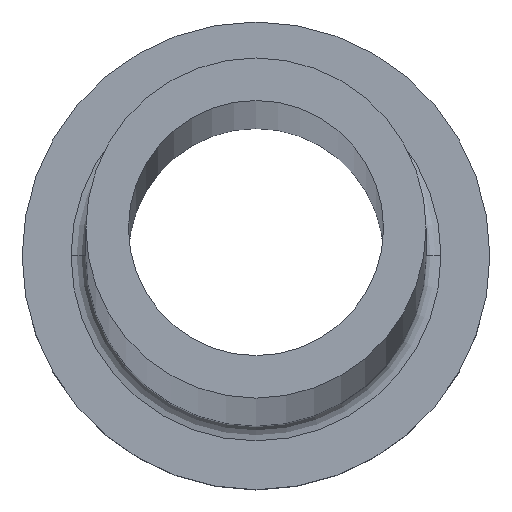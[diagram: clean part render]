
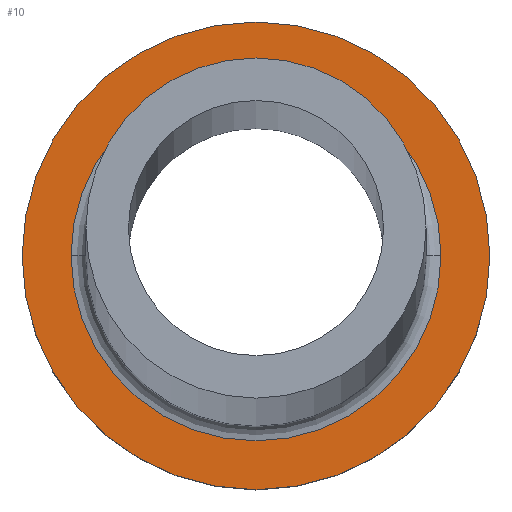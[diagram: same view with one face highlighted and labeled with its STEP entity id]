
A CAD part, top view. The second image highlights one B-rep face of the part: STEP entity #10.
In plain terms, the highlighted planar face has unit normal (0, 0, 1).
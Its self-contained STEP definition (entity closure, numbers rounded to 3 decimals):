
#1 = CIRCLE ( 'NONE', #341, 8.7 ) ;
#10 = ADVANCED_FACE ( 'NONE', ( #131, #247 ), #162, .T. ) ;
#16 = VERTEX_POINT ( 'NONE', #165 ) ;
#37 = VERTEX_POINT ( 'NONE', #100 ) ;
#39 = DIRECTION ( 'NONE',  ( 1., 0., 0. ) ) ;
#62 = ORIENTED_EDGE ( 'NONE', *, *, #186, .T. ) ;
#70 = AXIS2_PLACEMENT_3D ( 'NONE', #245, #277, #39 ) ;
#75 = VERTEX_POINT ( 'NONE', #280 ) ;
#81 = DIRECTION ( 'NONE',  ( 0., 0., -1. ) ) ;
#85 = CIRCLE ( 'NONE', #299, 11. ) ;
#91 = EDGE_CURVE ( 'NONE', #75, #16, #249, .T. ) ;
#100 = CARTESIAN_POINT ( 'NONE',  ( 8.7, 0., 7. ) ) ;
#104 = ORIENTED_EDGE ( 'NONE', *, *, #193, .T. ) ;
#124 = AXIS2_PLACEMENT_3D ( 'NONE', #283, #254, #320 ) ;
#127 = EDGE_CURVE ( 'NONE', #16, #75, #85, .T. ) ;
#131 = FACE_BOUND ( 'NONE', #335, .T. ) ;
#162 = PLANE ( 'NONE',  #70 ) ;
#165 = CARTESIAN_POINT ( 'NONE',  ( 11., 0., 7. ) ) ;
#186 = EDGE_CURVE ( 'NONE', #37, #195, #1, .T. ) ;
#192 = AXIS2_PLACEMENT_3D ( 'NONE', #231, #348, #373 ) ;
#193 = EDGE_CURVE ( 'NONE', #195, #37, #333, .T. ) ;
#195 = VERTEX_POINT ( 'NONE', #374 ) ;
#199 = CARTESIAN_POINT ( 'NONE',  ( 0., 0., 7. ) ) ;
#231 = CARTESIAN_POINT ( 'NONE',  ( 0., 0., 7. ) ) ;
#245 = CARTESIAN_POINT ( 'NONE',  ( 0., 0., 7. ) ) ;
#247 = FACE_OUTER_BOUND ( 'NONE', #340, .T. ) ;
#249 = CIRCLE ( 'NONE', #124, 11. ) ;
#254 = DIRECTION ( 'NONE',  ( 0., 0., 1. ) ) ;
#277 = DIRECTION ( 'NONE',  ( 0., 0., 1. ) ) ;
#280 = CARTESIAN_POINT ( 'NONE',  ( -11., 0., 7. ) ) ;
#283 = CARTESIAN_POINT ( 'NONE',  ( 0., 0., 7. ) ) ;
#284 = DIRECTION ( 'NONE',  ( 0., 0., 1. ) ) ;
#288 = CARTESIAN_POINT ( 'NONE',  ( 0., 0., 7. ) ) ;
#299 = AXIS2_PLACEMENT_3D ( 'NONE', #199, #284, #376 ) ;
#305 = ORIENTED_EDGE ( 'NONE', *, *, #91, .T. ) ;
#318 = DIRECTION ( 'NONE',  ( 1., 0., 0. ) ) ;
#320 = DIRECTION ( 'NONE',  ( 1., 0., 0. ) ) ;
#333 = CIRCLE ( 'NONE', #192, 8.7 ) ;
#335 = EDGE_LOOP ( 'NONE', ( #62, #104 ) ) ;
#340 = EDGE_LOOP ( 'NONE', ( #305, #380 ) ) ;
#341 = AXIS2_PLACEMENT_3D ( 'NONE', #288, #81, #318 ) ;
#348 = DIRECTION ( 'NONE',  ( 0., 0., -1. ) ) ;
#373 = DIRECTION ( 'NONE',  ( 1., 0., 0. ) ) ;
#374 = CARTESIAN_POINT ( 'NONE',  ( -8.7, 0., 7. ) ) ;
#376 = DIRECTION ( 'NONE',  ( 1., 0., 0. ) ) ;
#380 = ORIENTED_EDGE ( 'NONE', *, *, #127, .T. ) ;
